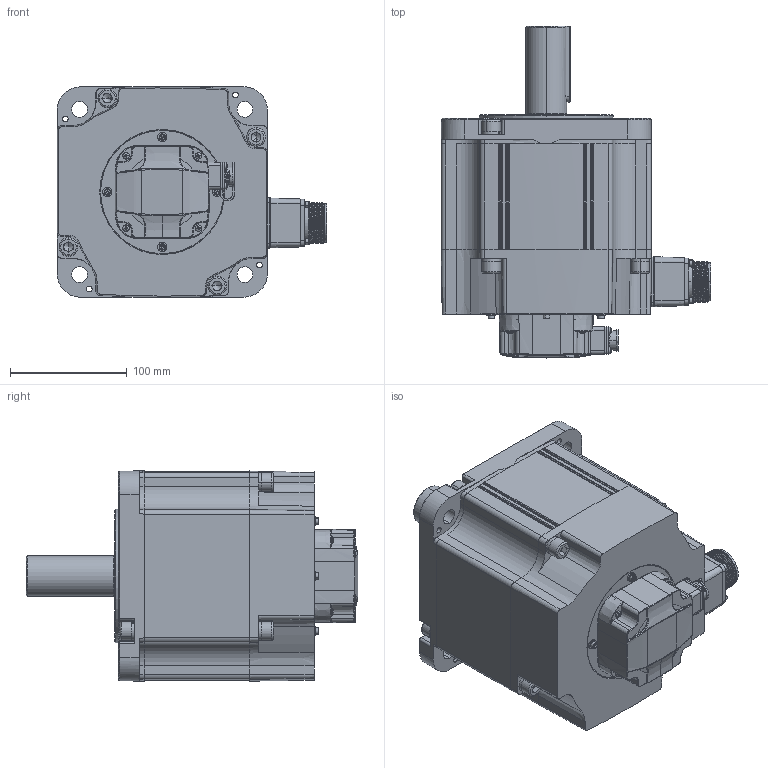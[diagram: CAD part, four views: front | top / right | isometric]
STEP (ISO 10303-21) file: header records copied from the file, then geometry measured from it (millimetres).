
FILE_DESCRIPTION (( 'STEP AP214' ), '1' );
FILE_NAME ('EM3G-29（抱闸）.STEP', '2023-11-16T10:44:14', ( '' ), ( '' ), 'SwSTEP 2.0', 'SolidWorks 2018', '' );
FILE_SCHEMA (( 'AUTOMOTIVE_DESIGN' ));
Length unit declared in the file: millimetre
Products named in the file (1): EM3G-29ㄗ惕掅ㄘ
Bounding box: 230.9 x 284 x 180 mm (x, y, z)
Volume: 5018598.1 mm3; surface area: 279132.6 mm2
Topology: 9 solids, 49 shells, 3294 faces, 8577 edges, 5452 vertices
Faces by surface type: plane 1556, cylinder 881, bspline 394, cone 290, torus 128, sphere 45
Entity records: 150802 total; most frequent: CARTESIAN_POINT 36930, ORIENTED_EDGE 16930, DIRECTION 15344, EDGE_CURVE 8465, VERTEX_POINT 5448, AXIS2_PLACEMENT_3D 5380, LINE 4584, VECTOR 4584
